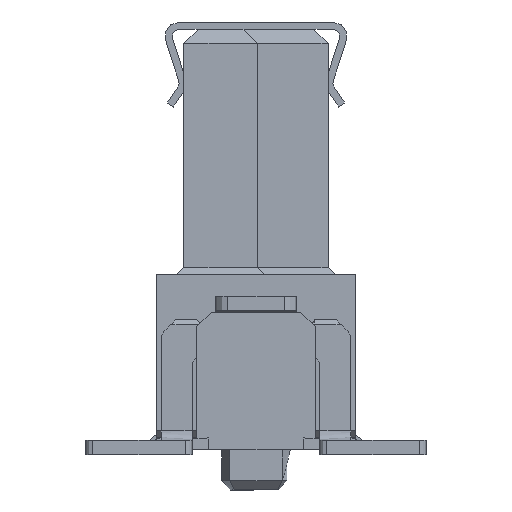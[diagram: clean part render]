
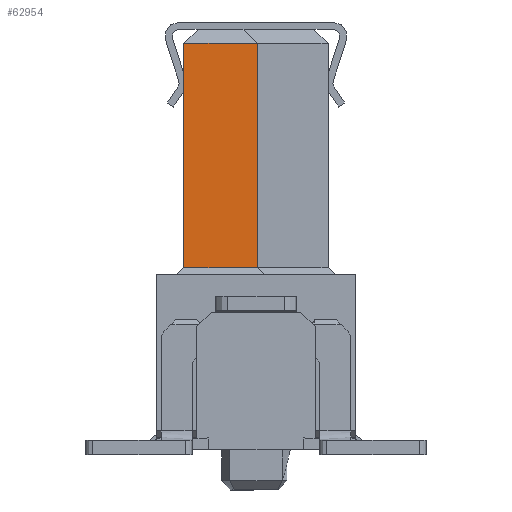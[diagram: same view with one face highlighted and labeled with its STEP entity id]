
A CAD part, left-side view. The second image highlights one B-rep face of the part: STEP entity #62954.
In plain terms, the highlighted planar face has unit normal (-1, 0, 0).
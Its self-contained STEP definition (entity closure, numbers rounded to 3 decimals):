
#38141=CARTESIAN_POINT('',(-13.575,1.525,8.6));
#38142=VERTEX_POINT('',#38141);
#40109=CARTESIAN_POINT('',(-13.575,-0.025,8.6));
#40110=VERTEX_POINT('',#40109);
#40111=CARTESIAN_POINT('',(-13.575,1.525,8.6));
#40112=DIRECTION('',(0.,-1.,0.));
#40113=VECTOR('',#40112,1.55);
#40114=LINE('',#40111,#40113);
#40115=EDGE_CURVE('',#38142,#40110,#40114,.T.);
#40710=CARTESIAN_POINT('',(-13.575,1.525,3.85));
#40711=VERTEX_POINT('',#40710);
#40712=CARTESIAN_POINT('',(-13.575,1.525,8.6));
#40713=DIRECTION('',(0.,0.,-1.));
#40714=VECTOR('',#40713,4.75);
#40715=LINE('',#40712,#40714);
#40716=EDGE_CURVE('',#38142,#40711,#40715,.T.);
#62931=CARTESIAN_POINT('',(-13.575,-1.525,3.7));
#62932=DIRECTION('',(0.,-1.,0.));
#62933=DIRECTION('',(-1.,0.,0.));
#62934=AXIS2_PLACEMENT_3D('',#62931,#62933,#62932);
#62935=PLANE('',#62934);
#62936=ORIENTED_EDGE('',*,*,#40716,.T.);
#62937=CARTESIAN_POINT('',(-13.575,-0.025,3.85));
#62938=VERTEX_POINT('',#62937);
#62939=CARTESIAN_POINT('',(-13.575,1.525,3.85));
#62940=DIRECTION('',(0.,-1.,0.));
#62941=VECTOR('',#62940,1.55);
#62942=LINE('',#62939,#62941);
#62943=EDGE_CURVE('',#40711,#62938,#62942,.T.);
#62944=ORIENTED_EDGE('',*,*,#62943,.T.);
#62945=CARTESIAN_POINT('',(-13.575,-0.025,3.85));
#62946=DIRECTION('',(0.,0.,1.));
#62947=VECTOR('',#62946,4.75);
#62948=LINE('',#62945,#62947);
#62949=EDGE_CURVE('',#62938,#40110,#62948,.T.);
#62950=ORIENTED_EDGE('',*,*,#62949,.T.);
#62951=ORIENTED_EDGE('',*,*,#40115,.F.);
#62952=EDGE_LOOP('',(#62936,#62944,#62950,#62951));
#62953=FACE_OUTER_BOUND('',#62952,.T.);
#62954=ADVANCED_FACE('',(#62953),#62935,.T.);
